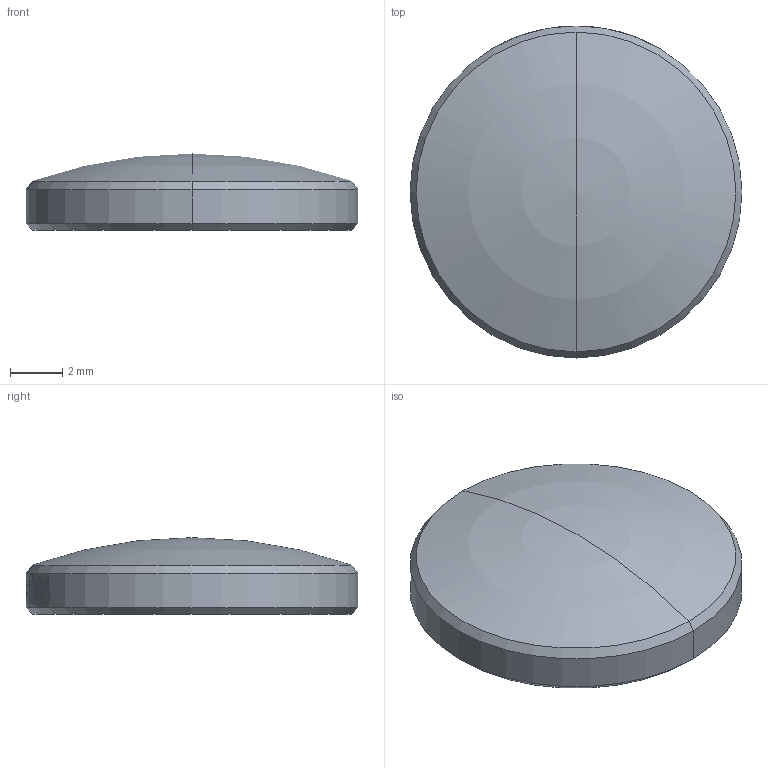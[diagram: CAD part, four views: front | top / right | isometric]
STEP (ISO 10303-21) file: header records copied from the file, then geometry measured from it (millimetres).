
FILE_DESCRIPTION (( 'STEP AP214' ), '1' );
FILE_NAME ('CTN015542-E0W.STEP', '2020-05-08T04:44:40', ( '' ), ( '' ), 'SwSTEP 2.0', 'SolidWorks 2018', '' );
FILE_SCHEMA (( 'AUTOMOTIVE_DESIGN' ));
Length unit declared in the file: millimetre
Products named in the file (1): CTN015542-E0W
Bounding box: 12.7 x 12.7 x 2.93 mm (x, y, z)
Volume: 298 mm3; surface area: 319.5 mm2
Topology: 1 solids, 1 shells, 27 faces, 137 edges, 126 vertices
Faces by surface type: cylinder 20, cone 4, torus 2, plane 1
Entity records: 2569 total; most frequent: CARTESIAN_POINT 1174, ORIENTED_EDGE 270, DIRECTION 159, EDGE_CURVE 135, VERTEX_POINT 126, B_SPLINE_CURVE_WITH_KNOTS 68, AXIS2_PLACEMENT_3D 64, EDGE_LOOP 43
